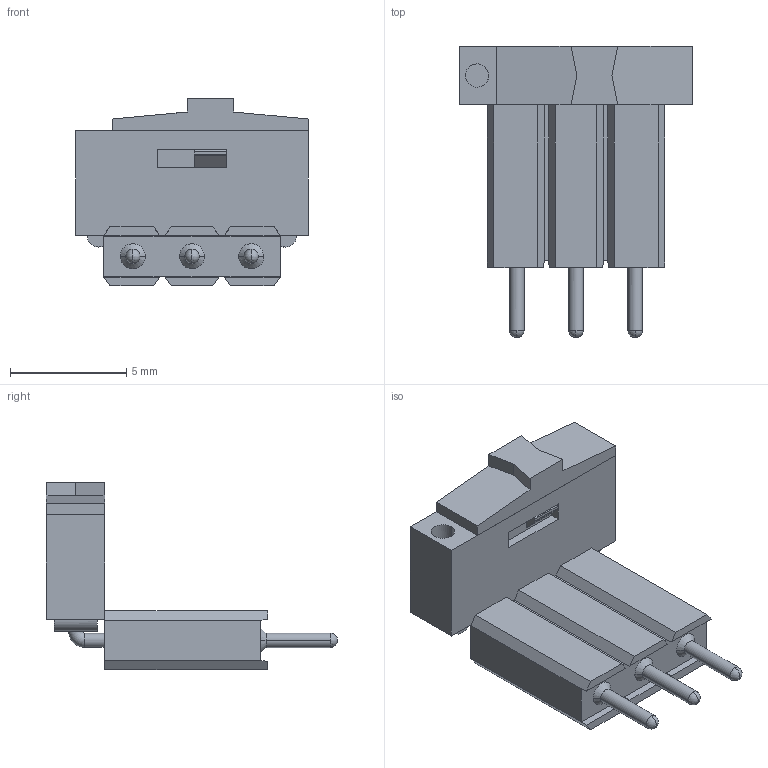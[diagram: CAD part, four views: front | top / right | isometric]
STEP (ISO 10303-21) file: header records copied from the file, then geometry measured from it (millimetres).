
FILE_DESCRIPTION(('CATIA V5 STEP Exchange'),'2;1');
FILE_NAME('450302014072 (rev1) with Header.stp','2020-12-08T21:02:45+00:00',('none'),('none'),'CATIA Version 5 Release 17 (IN-10)','CATIA V5 STEP AP214','none');
FILE_SCHEMA(('AUTOMOTIVE_DESIGN { 1 0 10303 214 1 1 1 1 }'));
Length unit declared in the file: millimetre
Products named in the file (5): Product1; Assem1; cover; slide; pcb_connector_801-87-003-10-001101
Assembly tree (4 placements, depth 3):
  Product1
    Assem1
      cover
      slide
    pcb_connector_801-87-003-10-001101
Bounding box: 10 x 12.5 x 8.07 mm (x, y, z)
Volume: 219.5 mm3; surface area: 646.6 mm2
Topology: 3 solids, 3 shells, 344 faces, 880 edges, 561 vertices
Faces by surface type: plane 179, cone 48, extrusion 47, cylinder 46, torus 18, sphere 6
Entity records: 12069 total; most frequent: CARTESIAN_POINT 3594, ORIENTED_EDGE 1724, DIRECTION 1355, EDGE_CURVE 862, VECTOR 602, VERTEX_POINT 561, LINE 555, AXIS2_PLACEMENT_3D 448
